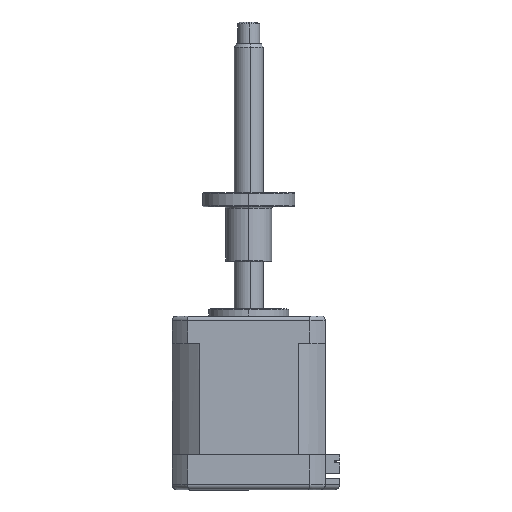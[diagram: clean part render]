
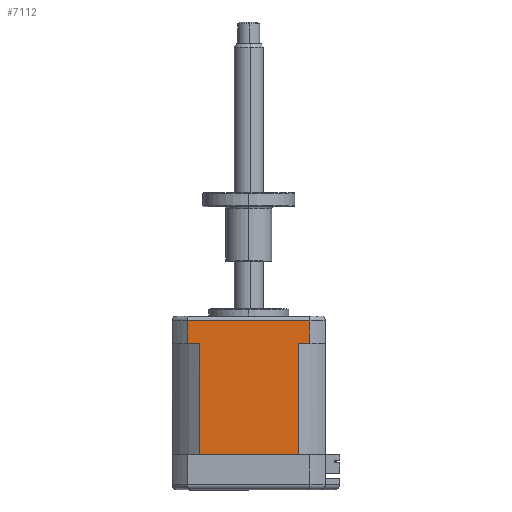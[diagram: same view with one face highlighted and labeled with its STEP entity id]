
A CAD part, top view. The second image highlights one B-rep face of the part: STEP entity #7112.
In plain terms, the highlighted planar face has unit normal (0, 0, 1).
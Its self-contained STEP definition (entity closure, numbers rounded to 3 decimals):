
#151 = CARTESIAN_POINT ( 'NONE',  ( -34.427, 2.792, 54.45 ) ) ;
#153 = VECTOR ( 'NONE', #6111, 1000. ) ;
#186 = CARTESIAN_POINT ( 'NONE',  ( -31.176, -34.058, 54.45 ) ) ;
#338 = VERTEX_POINT ( 'NONE', #2306 ) ;
#356 = CARTESIAN_POINT ( 'NONE',  ( -31.176, -34.058, 54.45 ) ) ;
#467 = VERTEX_POINT ( 'NONE', #186 ) ;
#484 = CARTESIAN_POINT ( 'NONE',  ( -0.735, -3.358, 54.45 ) ) ;
#503 = ORIENTED_EDGE ( 'NONE', *, *, #9725, .T. ) ;
#545 = CARTESIAN_POINT ( 'NONE',  ( -0.735, -3.358, 54.45 ) ) ;
#552 = EDGE_CURVE ( 'NONE', #7860, #7801, #6184, .T. ) ;
#647 = VECTOR ( 'NONE', #2544, 1000. ) ;
#776 = DIRECTION ( 'NONE',  ( 0., 1., 0. ) ) ;
#919 = VERTEX_POINT ( 'NONE', #6777 ) ;
#979 = AXIS2_PLACEMENT_3D ( 'NONE', #3921, #3951, #9595 ) ;
#1176 = DIRECTION ( 'NONE',  ( 0., 1., 0. ) ) ;
#1327 = CARTESIAN_POINT ( 'NONE',  ( -0.735, -3.358, 54.45 ) ) ;
#1508 = LINE ( 'NONE', #3064, #5498 ) ;
#1702 = VECTOR ( 'NONE', #1176, 1000. ) ;
#1992 = DIRECTION ( 'NONE',  ( -1., 0., 0. ) ) ;
#2306 = CARTESIAN_POINT ( 'NONE',  ( -34.427, -3.358, 54.45 ) ) ;
#2544 = DIRECTION ( 'NONE',  ( -1., 0., 0. ) ) ;
#2859 = EDGE_CURVE ( 'NONE', #919, #467, #8104, .T. ) ;
#3064 = CARTESIAN_POINT ( 'NONE',  ( -0.735, -4.958, 54.45 ) ) ;
#3170 = ORIENTED_EDGE ( 'NONE', *, *, #3923, .T. ) ;
#3237 = ORIENTED_EDGE ( 'NONE', *, *, #2859, .F. ) ;
#3607 = VECTOR ( 'NONE', #4501, 1000. ) ;
#3743 = VERTEX_POINT ( 'NONE', #8603 ) ;
#3885 = DIRECTION ( 'NONE',  ( 0., 1., 0. ) ) ;
#3921 = CARTESIAN_POINT ( 'NONE',  ( -3.987, -34.058, 54.45 ) ) ;
#3923 = EDGE_CURVE ( 'NONE', #3743, #9613, #4862, .T. ) ;
#3951 = DIRECTION ( 'NONE',  ( 0., 0., -1. ) ) ;
#4062 = LINE ( 'NONE', #356, #1702 ) ;
#4501 = DIRECTION ( 'NONE',  ( 0., 1., 0. ) ) ;
#4862 = LINE ( 'NONE', #151, #647 ) ;
#5069 = DIRECTION ( 'NONE',  ( 1., 0., 0. ) ) ;
#5210 = ORIENTED_EDGE ( 'NONE', *, *, #10341, .T. ) ;
#5498 = VECTOR ( 'NONE', #3885, 1000. ) ;
#5575 = EDGE_CURVE ( 'NONE', #919, #7860, #10383, .T. ) ;
#5650 = FACE_OUTER_BOUND ( 'NONE', #9780, .T. ) ;
#6111 = DIRECTION ( 'NONE',  ( 1., 0., 0. ) ) ;
#6184 = LINE ( 'NONE', #1327, #10230 ) ;
#6281 = EDGE_CURVE ( 'NONE', #467, #10324, #4062, .T. ) ;
#6332 = PLANE ( 'NONE',  #979 ) ;
#6777 = CARTESIAN_POINT ( 'NONE',  ( -3.987, -34.058, 54.45 ) ) ;
#6974 = CARTESIAN_POINT ( 'NONE',  ( -3.987, -3.358, 54.45 ) ) ;
#7112 = ADVANCED_FACE ( 'NONE', ( #5650 ), #6332, .F. ) ;
#7733 = ORIENTED_EDGE ( 'NONE', *, *, #6281, .F. ) ;
#7801 = VERTEX_POINT ( 'NONE', #484 ) ;
#7860 = VERTEX_POINT ( 'NONE', #6974 ) ;
#7888 = LINE ( 'NONE', #10127, #3607 ) ;
#8104 = LINE ( 'NONE', #9193, #10278 ) ;
#8137 = LINE ( 'NONE', #545, #153 ) ;
#8457 = VECTOR ( 'NONE', #776, 1000. ) ;
#8603 = CARTESIAN_POINT ( 'NONE',  ( -0.735, 2.792, 54.45 ) ) ;
#8950 = ORIENTED_EDGE ( 'NONE', *, *, #5575, .T. ) ;
#9193 = CARTESIAN_POINT ( 'NONE',  ( -3.987, -34.058, 54.45 ) ) ;
#9474 = CARTESIAN_POINT ( 'NONE',  ( -31.176, -3.358, 54.45 ) ) ;
#9595 = DIRECTION ( 'NONE',  ( 1., 0., 0. ) ) ;
#9613 = VERTEX_POINT ( 'NONE', #9970 ) ;
#9725 = EDGE_CURVE ( 'NONE', #338, #10324, #8137, .T. ) ;
#9739 = EDGE_CURVE ( 'NONE', #338, #9613, #7888, .T. ) ;
#9746 = ORIENTED_EDGE ( 'NONE', *, *, #552, .T. ) ;
#9780 = EDGE_LOOP ( 'NONE', ( #8950, #9746, #5210, #3170, #10373, #503, #7733, #3237 ) ) ;
#9970 = CARTESIAN_POINT ( 'NONE',  ( -34.427, 2.792, 54.45 ) ) ;
#10127 = CARTESIAN_POINT ( 'NONE',  ( -34.427, -4.958, 54.45 ) ) ;
#10230 = VECTOR ( 'NONE', #5069, 1000. ) ;
#10278 = VECTOR ( 'NONE', #1992, 1000. ) ;
#10324 = VERTEX_POINT ( 'NONE', #9474 ) ;
#10341 = EDGE_CURVE ( 'NONE', #7801, #3743, #1508, .T. ) ;
#10369 = CARTESIAN_POINT ( 'NONE',  ( -3.987, -34.058, 54.45 ) ) ;
#10373 = ORIENTED_EDGE ( 'NONE', *, *, #9739, .F. ) ;
#10383 = LINE ( 'NONE', #10369, #8457 ) ;
